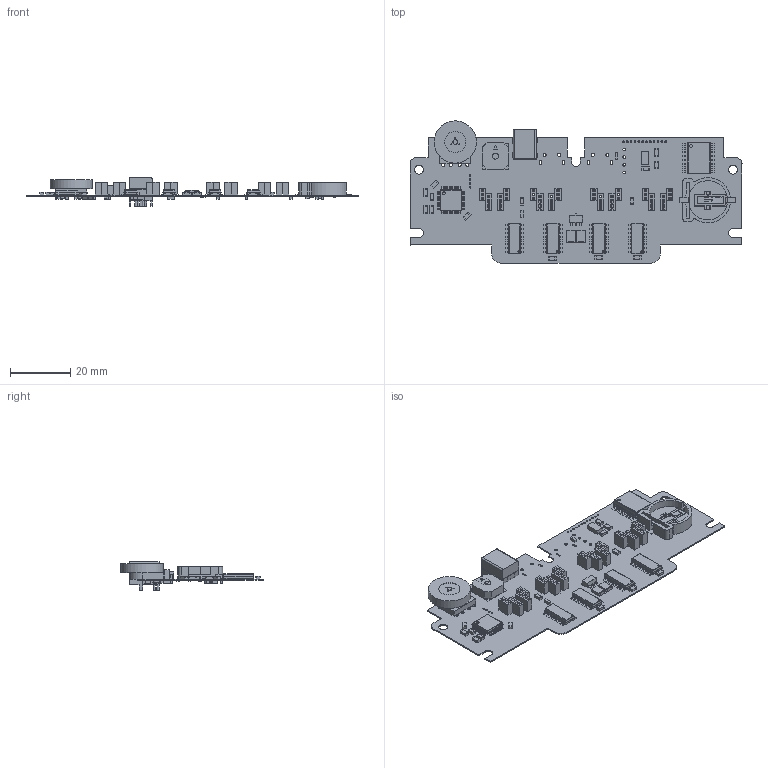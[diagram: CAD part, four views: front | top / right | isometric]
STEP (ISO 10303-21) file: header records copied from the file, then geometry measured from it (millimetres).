
FILE_DESCRIPTION(('Open CASCADE Model'),'2;1');
FILE_NAME('Open CASCADE Shape Model','2018-06-08T12:52:54',('Author'),( 'Open CASCADE'),'Open CASCADE STEP processor 6.8','Open CASCADE 6.8' ,'Unknown');
FILE_SCHEMA(('AUTOMOTIVE_DESIGN { 1 0 10303 214 1 1 1 1 }'));
Length unit declared in the file: millimetre
Products named in the file (119): PCB; Board; JP2; RESC1005X38N_EIA_0402; JP1; R19; 5893732480; Extruded; R18; 5893731904; U8; 5892609344; CenterLeader; Open_CASCADE_STEP_translator_6.8_12.1.1; top; bottom; Body; Open_CASCADE_STEP_translator_6.8_12.4.1; U7; 5893730944; R17; R16; R15; R14; 5893732672; R13; R12; R11; D3; SW3dPS-SOD-323; 5893729984; C17; 5893731712; 5893731520; C16; 5893732096; 5893732288; C15; C14; 5893731328 ...
Assembly tree (244 placements, depth 5):
  PCB
    Board
    JP2
      RESC1005X38N_EIA_0402
    JP1
      RESC1005X38N_EIA_0402
    R19
      5893732480
        Extruded
    R18
      5893731904
        Extruded
    U8
      5892609344
        CenterLeader
          Open_CASCADE_STEP_translator_6.8_12.1.1
        top
        bottom
        Body
          Open_CASCADE_STEP_translator_6.8_12.4.1
    U7
      5893730944
        Extruded
    R17
      5893731904
        Extruded
    R16
      5893731904
        Extruded
    R15
      5893732480
        Extruded
    R14
      5893732672
        Extruded
    R13
      5893732672
        Extruded
    R12
      5893732672
        Extruded
    R11
      5893731904
        Extruded
    D3
      SW3dPS-SOD-323
      5893729984  x2
        Extruded
    C17
      5893731712
        Extruded
      5893731520  x2
        Extruded
    C16
      5893732096
        Extruded
      5893732288  x2
        Extruded
    C15
      5893732096
Bounding box: 109.96 x 47.1 x 9.6 mm (x, y, z)
Volume: 4769.4 mm3; surface area: 14742.6 mm2
Topology: 233 solids, 239 shells, 4416 faces, 9519 edges, 5490 vertices
Faces by surface type: plane 3304, cylinder 939, sphere 102, bspline 61, torus 8, cone 2
Full cylindrical faces by diameter (mm): 0.5 x4, 0.55 x72, 0.7 x15, 0.875 x1, 0.9 x4, 0.95 x1, 1 x6, 1.1 x6, 1.3 x2, 1.5 x1, 1.55 x4, 2 x1, 3 x3, 7 x1, 14 x1
Entity records: 41545 total; most frequent: CARTESIAN_POINT 9718, DIRECTION 6152, ORIENTED_EDGE 5687, EDGE_CURVE 2845, AXIS2_PLACEMENT_3D 2075, LINE 2002, VECTOR 2002, VERTEX_POINT 1759
